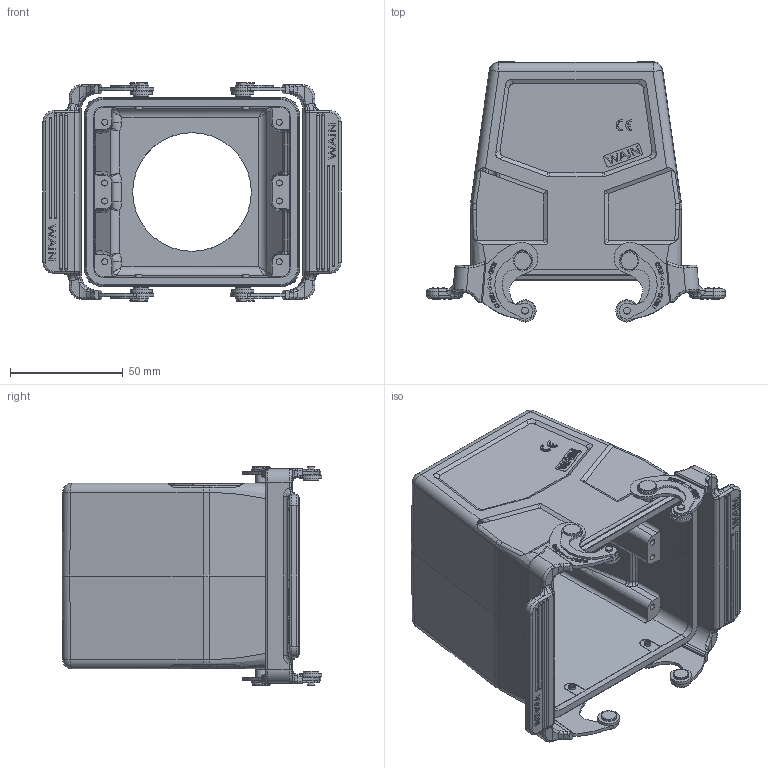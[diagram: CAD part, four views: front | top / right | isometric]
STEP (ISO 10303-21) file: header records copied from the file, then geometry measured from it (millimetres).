
FILE_DESCRIPTION(/* description */ (''),/* implementation_level */ '2;1');
FILE_NAME(/* name */ '3D_1241327411005_WV32B-CCT-2L_SC-PG42_V1.1.stp',/* time_stamp */ '2023-12-23T11:27:25+08:00',/* author */ (''),/* organization */ (''),/* preprocessor_version */ 'ST-DEVELOPER v18.1',/* originating_system */ 'SIEMENS PLM Software NX 1980',/* authorisation */ '');
FILE_SCHEMA (('AP203_CONFIGURATION_CONTROLLED_3D_DESIGN_OF_MECHANICAL_PARTS_AND_ASSEMBLIES_MIM_LF { 1 0 10303 403 2 1 2}'));
Products named in the file (1): 3D_1241327411001_WV32B-CCT-2L_SC-M32_V1.0_stp
Bounding box: 132.45 x 115.47 x 97 mm (x, y, z)
Volume: 178674.4 mm3; surface area: 89547.6 mm2
Topology: 1 solids, 1 shells, 1745 faces, 4573 edges, 2928 vertices
Faces by surface type: plane 821, cylinder 591, bspline 111, torus 72, extrusion 66, cone 46, sphere 38
Full cylindrical faces by diameter (mm): 1.9 x4, 2.7 x8, 2.959 x4, 3 x4, 4.8 x4, 4.906 x4, 5 x8, 7 x4, 8 x4, 9.8 x4, 52.7 x1
Entity records: 72797 total; most frequent: CARTESIAN_POINT 27286, ORIENTED_EDGE 8834, DIRECTION 8473, EDGE_CURVE 4417, AXIS2_PLACEMENT_3D 3003, VERTEX_POINT 2889, VECTOR 2467, LINE 2401
